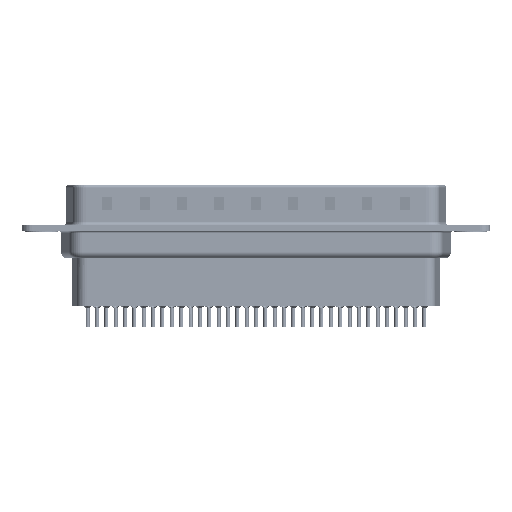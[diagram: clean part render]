
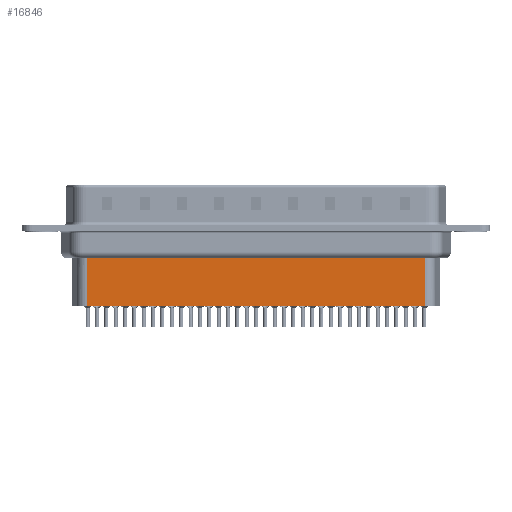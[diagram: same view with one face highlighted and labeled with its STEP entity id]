
A CAD part, front view. The second image highlights one B-rep face of the part: STEP entity #16846.
In plain terms, the highlighted planar face has unit normal (0, -1, 0).
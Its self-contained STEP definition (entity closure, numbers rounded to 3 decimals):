
#1090 = ORIENTED_EDGE ( 'NONE', *, *, #11120, .T. ) ;
#1373 = PLANE ( 'NONE',  #2084 ) ;
#1664 = DIRECTION ( 'NONE',  ( 0., 0., -1. ) ) ;
#1987 = EDGE_CURVE ( 'NONE', #18126, #4478, #15734, .T. ) ;
#2084 = AXIS2_PLACEMENT_3D ( 'NONE', #16176, #3584, #18376 ) ;
#2788 = ORIENTED_EDGE ( 'NONE', *, *, #3459, .F. ) ;
#3163 = CARTESIAN_POINT ( 'NONE',  ( 6.706, -3.5, -11.45 ) ) ;
#3459 = EDGE_CURVE ( 'NONE', #7400, #18126, #25387, .T. ) ;
#3557 = DIRECTION ( 'NONE',  ( -1., 0., 0. ) ) ;
#3584 = DIRECTION ( 'NONE',  ( 0., -1., 0. ) ) ;
#4478 = VERTEX_POINT ( 'NONE', #11236 ) ;
#6768 = FACE_OUTER_BOUND ( 'NONE', #8203, .T. ) ;
#7400 = VERTEX_POINT ( 'NONE', #21029 ) ;
#7670 = CARTESIAN_POINT ( 'NONE',  ( 6.706, -3.5, -4.097 ) ) ;
#8203 = EDGE_LOOP ( 'NONE', ( #2788, #1090, #14857, #17506 ) ) ;
#8865 = VECTOR ( 'NONE', #1664, 1000. ) ;
#9673 = VERTEX_POINT ( 'NONE', #7670 ) ;
#11120 = EDGE_CURVE ( 'NONE', #7400, #9673, #25229, .T. ) ;
#11236 = CARTESIAN_POINT ( 'NONE',  ( 6.706, -3.5, -11.45 ) ) ;
#11245 = CARTESIAN_POINT ( 'NONE',  ( 6.459, -3.5, -4.097 ) ) ;
#13320 = EDGE_CURVE ( 'NONE', #9673, #4478, #14410, .T. ) ;
#14410 = LINE ( 'NONE', #24959, #8865 ) ;
#14857 = ORIENTED_EDGE ( 'NONE', *, *, #13320, .T. ) ;
#15386 = DIRECTION ( 'NONE',  ( -1., 0., 0. ) ) ;
#15734 = LINE ( 'NONE', #3163, #20818 ) ;
#16176 = CARTESIAN_POINT ( 'NONE',  ( 6.706, -3.5, -3.1 ) ) ;
#16846 = ADVANCED_FACE ( 'NONE', ( #6768 ), #1373, .T. ) ;
#17506 = ORIENTED_EDGE ( 'NONE', *, *, #1987, .F. ) ;
#18126 = VERTEX_POINT ( 'NONE', #23482 ) ;
#18376 = DIRECTION ( 'NONE',  ( 1., 0., 0. ) ) ;
#18930 = VECTOR ( 'NONE', #15386, 1000. ) ;
#20818 = VECTOR ( 'NONE', #3557, 1000. ) ;
#21029 = CARTESIAN_POINT ( 'NONE',  ( 56.794, -3.5, -4.097 ) ) ;
#22659 = CARTESIAN_POINT ( 'NONE',  ( 56.794, -3.5, -3.1 ) ) ;
#22899 = DIRECTION ( 'NONE',  ( 0., 0., -1. ) ) ;
#23482 = CARTESIAN_POINT ( 'NONE',  ( 56.794, -3.5, -11.45 ) ) ;
#24959 = CARTESIAN_POINT ( 'NONE',  ( 6.706, -3.5, -3.1 ) ) ;
#25229 = LINE ( 'NONE', #11245, #18930 ) ;
#25387 = LINE ( 'NONE', #22659, #26047 ) ;
#26047 = VECTOR ( 'NONE', #22899, 1000. ) ;
